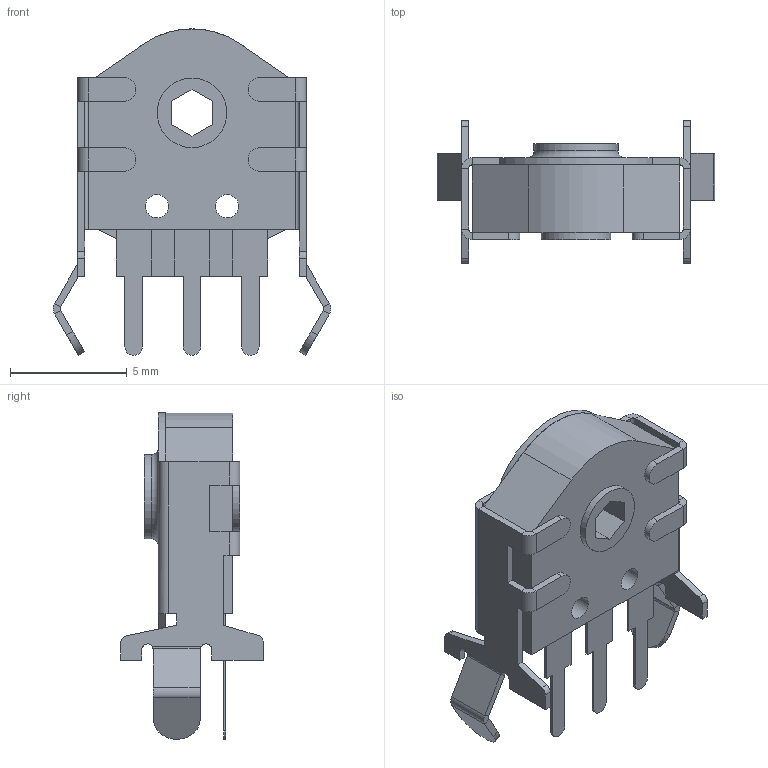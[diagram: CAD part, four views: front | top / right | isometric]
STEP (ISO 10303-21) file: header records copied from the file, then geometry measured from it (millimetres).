
FILE_DESCRIPTION(/* description */ (''),/* implementation_level */ '2;1');
FILE_NAME(/* name */ 'ALPS EC10 Encoder (7mm).step',/* time_stamp */ '2022-05-02T23:34:33+04:00',/* author */ (''),/* organization */ (''),/* preprocessor_version */ 'ST-DEVELOPER v18.1',/* originating_system */ 'Autodesk Translation Framework v10.14.0.1471',/* authorisation */ '');
FILE_SCHEMA (('AUTOMOTIVE_DESIGN { 1 0 10303 214 3 1 1 }'));
Length unit declared in the file: millimetre
Products named in the file (3): ALPS EC10 Encoder (7mm); Housing; Guts
Assembly tree (2 placements, depth 2):
  ALPS EC10 Encoder (7mm)
    Housing
    Guts
Bounding box: 11.88 x 6.1 x 13.98 mm (x, y, z)
Volume: 236.8 mm3; surface area: 653.2 mm2
Topology: 5 solids, 5 shells, 194 faces, 462 edges, 282 vertices
Faces by surface type: plane 139, cylinder 50, bspline 4, torus 1
Full cylindrical faces by diameter (mm): 0.8 x2, 1 x4, 2.2 x1, 2.98 x1, 3 x2, 3.6 x1
Entity records: 5670 total; most frequent: CARTESIAN_POINT 1027, DIRECTION 941, ORIENTED_EDGE 924, EDGE_CURVE 462, LINE 357, VECTOR 357, AXIS2_PLACEMENT_3D 292, VERTEX_POINT 282
